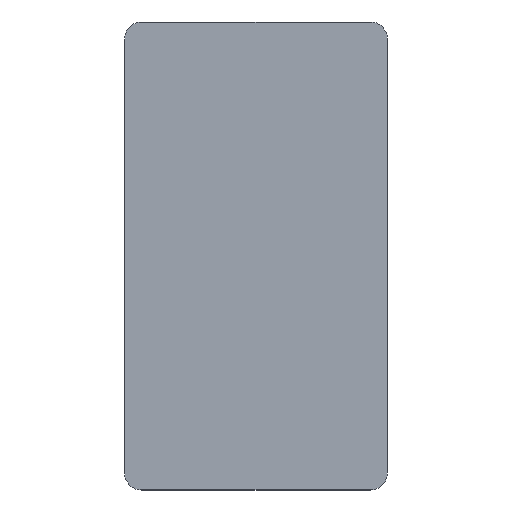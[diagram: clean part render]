
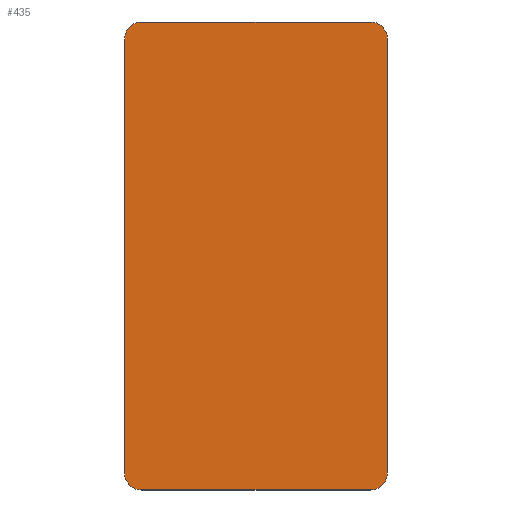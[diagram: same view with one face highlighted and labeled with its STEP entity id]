
A CAD part, top view. The second image highlights one B-rep face of the part: STEP entity #435.
In plain terms, the highlighted planar face has unit normal (0, 0, 1).
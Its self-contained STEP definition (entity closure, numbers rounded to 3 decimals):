
#42 = VERTEX_POINT('',#43);
#43 = CARTESIAN_POINT('',(113.725,-42.135,1.6));
#49 = EDGE_CURVE('',#42,#50,#52,.T.);
#50 = VERTEX_POINT('',#51);
#51 = CARTESIAN_POINT('',(117.223,-45.452,1.6));
#52 = CIRCLE('',#53,3.498);
#53 = AXIS2_PLACEMENT_3D('',#54,#55,#56);
#54 = CARTESIAN_POINT('',(113.729,-45.633,1.6));
#55 = DIRECTION('',(0.,0.,-1.));
#56 = DIRECTION('',(-0.001,1.,0.));
#82 = EDGE_CURVE('',#50,#83,#85,.T.);
#83 = VERTEX_POINT('',#84);
#84 = CARTESIAN_POINT('',(117.225,-45.635,1.6));
#85 = LINE('',#86,#87);
#86 = CARTESIAN_POINT('',(117.223,-45.452,1.6));
#87 = VECTOR('',#88,1.);
#88 = DIRECTION('',(0.013,-1.,0.));
#113 = EDGE_CURVE('',#83,#114,#116,.T.);
#114 = VERTEX_POINT('',#115);
#115 = CARTESIAN_POINT('',(117.225,-134.775,1.6));
#116 = LINE('',#117,#118);
#117 = CARTESIAN_POINT('',(117.225,-45.635,1.6));
#118 = VECTOR('',#119,1.);
#119 = DIRECTION('',(0.,-1.,0.));
#144 = EDGE_CURVE('',#114,#145,#147,.T.);
#145 = VERTEX_POINT('',#146);
#146 = CARTESIAN_POINT('',(113.908,-138.273,1.6));
#147 = CIRCLE('',#148,3.498);
#148 = AXIS2_PLACEMENT_3D('',#149,#150,#151);
#149 = CARTESIAN_POINT('',(113.727,-134.78,1.6));
#150 = DIRECTION('',(0.,0.,-1.));
#151 = DIRECTION('',(1.,0.001,0.));
#177 = EDGE_CURVE('',#145,#178,#180,.T.);
#178 = VERTEX_POINT('',#179);
#179 = CARTESIAN_POINT('',(113.725,-138.275,1.6));
#180 = LINE('',#181,#182);
#181 = CARTESIAN_POINT('',(113.908,-138.273,1.6));
#182 = VECTOR('',#183,1.);
#183 = DIRECTION('',(-1.,-0.013,0.));
#208 = EDGE_CURVE('',#178,#209,#211,.T.);
#209 = VERTEX_POINT('',#210);
#210 = CARTESIAN_POINT('',(66.725,-138.275,1.6));
#211 = LINE('',#212,#213);
#212 = CARTESIAN_POINT('',(113.725,-138.275,1.6));
#213 = VECTOR('',#214,1.);
#214 = DIRECTION('',(-1.,0.,0.));
#239 = EDGE_CURVE('',#209,#240,#242,.T.);
#240 = VERTEX_POINT('',#241);
#241 = CARTESIAN_POINT('',(63.227,-134.958,1.6));
#242 = CIRCLE('',#243,3.498);
#243 = AXIS2_PLACEMENT_3D('',#244,#245,#246);
#244 = CARTESIAN_POINT('',(66.72,-134.777,1.6));
#245 = DIRECTION('',(0.,0.,-1.));
#246 = DIRECTION('',(0.001,-1.,0.));
#272 = EDGE_CURVE('',#240,#273,#275,.T.);
#273 = VERTEX_POINT('',#274);
#274 = CARTESIAN_POINT('',(63.225,-134.775,1.6));
#275 = LINE('',#276,#277);
#276 = CARTESIAN_POINT('',(63.227,-134.958,1.6));
#277 = VECTOR('',#278,1.);
#278 = DIRECTION('',(-0.013,1.,0.));
#303 = EDGE_CURVE('',#273,#304,#306,.T.);
#304 = VERTEX_POINT('',#305);
#305 = CARTESIAN_POINT('',(63.225,-45.635,1.6));
#306 = LINE('',#307,#308);
#307 = CARTESIAN_POINT('',(63.225,-134.775,1.6));
#308 = VECTOR('',#309,1.);
#309 = DIRECTION('',(0.,1.,0.));
#334 = EDGE_CURVE('',#304,#335,#337,.T.);
#335 = VERTEX_POINT('',#336);
#336 = CARTESIAN_POINT('',(66.542,-42.138,1.6));
#337 = CIRCLE('',#338,3.498);
#338 = AXIS2_PLACEMENT_3D('',#339,#340,#341);
#339 = CARTESIAN_POINT('',(66.723,-45.631,1.6));
#340 = DIRECTION('',(0.,0.,-1.));
#341 = DIRECTION('',(-1.,-0.001,-0.));
#367 = EDGE_CURVE('',#335,#368,#370,.T.);
#368 = VERTEX_POINT('',#369);
#369 = CARTESIAN_POINT('',(66.725,-42.135,1.6));
#370 = LINE('',#371,#372);
#371 = CARTESIAN_POINT('',(66.542,-42.138,1.6));
#372 = VECTOR('',#373,1.);
#373 = DIRECTION('',(1.,0.013,0.));
#398 = EDGE_CURVE('',#368,#42,#399,.T.);
#399 = LINE('',#400,#401);
#400 = CARTESIAN_POINT('',(66.725,-42.135,1.6));
#401 = VECTOR('',#402,1.);
#402 = DIRECTION('',(1.,0.,0.));
#435 = ADVANCED_FACE('',(#436),#450,.T.);
#436 = FACE_BOUND('',#437,.F.);
#437 = EDGE_LOOP('',(#438,#439,#440,#441,#442,#443,#444,#445,#446,#447,
    #448,#449));
#438 = ORIENTED_EDGE('',*,*,#49,.T.);
#439 = ORIENTED_EDGE('',*,*,#82,.T.);
#440 = ORIENTED_EDGE('',*,*,#113,.T.);
#441 = ORIENTED_EDGE('',*,*,#144,.T.);
#442 = ORIENTED_EDGE('',*,*,#177,.T.);
#443 = ORIENTED_EDGE('',*,*,#208,.T.);
#444 = ORIENTED_EDGE('',*,*,#239,.T.);
#445 = ORIENTED_EDGE('',*,*,#272,.T.);
#446 = ORIENTED_EDGE('',*,*,#303,.T.);
#447 = ORIENTED_EDGE('',*,*,#334,.T.);
#448 = ORIENTED_EDGE('',*,*,#367,.T.);
#449 = ORIENTED_EDGE('',*,*,#398,.T.);
#450 = PLANE('',#451);
#451 = AXIS2_PLACEMENT_3D('',#452,#453,#454);
#452 = CARTESIAN_POINT('',(0.,0.,1.6));
#453 = DIRECTION('',(0.,0.,1.));
#454 = DIRECTION('',(1.,0.,-0.));
